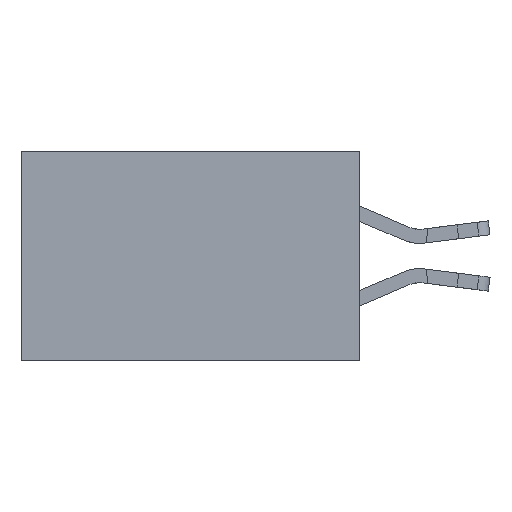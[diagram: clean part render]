
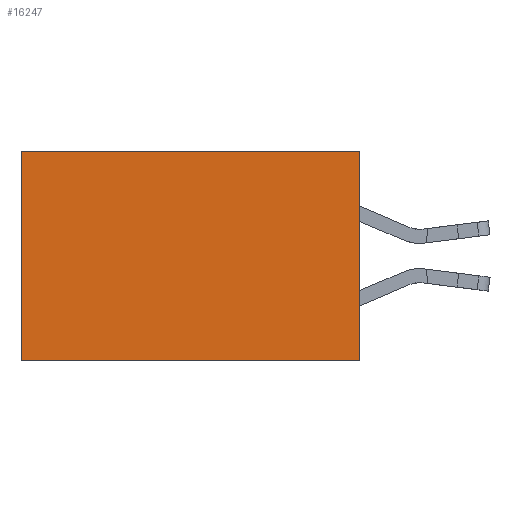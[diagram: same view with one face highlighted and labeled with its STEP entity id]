
A CAD part, left-side view. The second image highlights one B-rep face of the part: STEP entity #16247.
In plain terms, the highlighted planar face has unit normal (-1, 0, 0).
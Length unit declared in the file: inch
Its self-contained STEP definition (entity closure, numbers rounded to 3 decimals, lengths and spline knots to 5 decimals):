
#1208 = VERTEX_POINT ( 'NONE', #9607 ) ;
#1854 = CARTESIAN_POINT ( 'NONE',  ( 0.2875, 0., 0. ) ) ;
#2133 = ORIENTED_EDGE ( 'NONE', *, *, #5480, .F. ) ;
#2567 = LINE ( 'NONE', #7425, #21347 ) ;
#2714 = EDGE_LOOP ( 'NONE', ( #29299, #20780, #2133, #12821 ) ) ;
#3204 = FACE_OUTER_BOUND ( 'NONE', #2714, .T. ) ;
#4203 = PLANE ( 'NONE',  #27049 ) ;
#5043 = VECTOR ( 'NONE', #13497, 39.37008 ) ;
#5480 = EDGE_CURVE ( 'NONE', #12376, #11284, #18857, .T. ) ;
#6253 = DIRECTION ( 'NONE',  ( 0., 0., -1. ) ) ;
#7425 = CARTESIAN_POINT ( 'NONE',  ( 0.2875, 0., 0. ) ) ;
#8744 = CARTESIAN_POINT ( 'NONE',  ( 0.2875, 0., -0.37 ) ) ;
#8845 = DIRECTION ( 'NONE',  ( 1., 0., 0. ) ) ;
#8846 = CARTESIAN_POINT ( 'NONE',  ( 0.2875, 0., -0.37 ) ) ;
#9607 = CARTESIAN_POINT ( 'NONE',  ( 0.2875, 0.6, -0.37 ) ) ;
#11284 = VERTEX_POINT ( 'NONE', #8744 ) ;
#12376 = VERTEX_POINT ( 'NONE', #25136 ) ;
#12480 = EDGE_CURVE ( 'NONE', #12376, #12906, #2567, .T. ) ;
#12821 = ORIENTED_EDGE ( 'NONE', *, *, #12480, .T. ) ;
#12906 = VERTEX_POINT ( 'NONE', #15913 ) ;
#13497 = DIRECTION ( 'NONE',  ( 0., 1., 0. ) ) ;
#14428 = CARTESIAN_POINT ( 'NONE',  ( 0.2875, 0.6, 0. ) ) ;
#15892 = VECTOR ( 'NONE', #21522, 39.37008 ) ;
#15913 = CARTESIAN_POINT ( 'NONE',  ( 0.2875, 0.6, 0. ) ) ;
#16247 = ADVANCED_FACE ( 'NONE', ( #3204 ), #4203, .F. ) ;
#18857 = LINE ( 'NONE', #24750, #26593 ) ;
#19764 = DIRECTION ( 'NONE',  ( 0., 0., -1. ) ) ;
#20780 = ORIENTED_EDGE ( 'NONE', *, *, #21647, .F. ) ;
#21347 = VECTOR ( 'NONE', #26600, 39.37008 ) ;
#21522 = DIRECTION ( 'NONE',  ( 0., 0., -1. ) ) ;
#21647 = EDGE_CURVE ( 'NONE', #11284, #1208, #23865, .T. ) ;
#23865 = LINE ( 'NONE', #8846, #5043 ) ;
#24750 = CARTESIAN_POINT ( 'NONE',  ( 0.2875, 0., 0. ) ) ;
#25136 = CARTESIAN_POINT ( 'NONE',  ( 0.2875, 0., 0. ) ) ;
#25854 = LINE ( 'NONE', #14428, #15892 ) ;
#26593 = VECTOR ( 'NONE', #19764, 39.37008 ) ;
#26600 = DIRECTION ( 'NONE',  ( 0., 1., 0. ) ) ;
#27049 = AXIS2_PLACEMENT_3D ( 'NONE', #1854, #8845, #6253 ) ;
#28368 = EDGE_CURVE ( 'NONE', #12906, #1208, #25854, .T. ) ;
#29299 = ORIENTED_EDGE ( 'NONE', *, *, #28368, .T. ) ;
